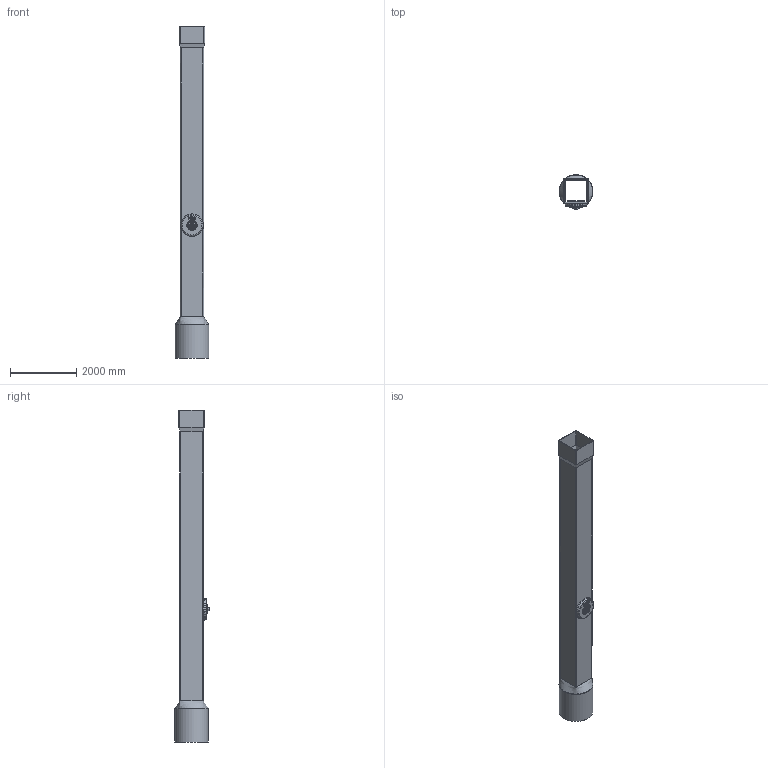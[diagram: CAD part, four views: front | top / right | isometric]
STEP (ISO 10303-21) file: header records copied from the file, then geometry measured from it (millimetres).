
FILE_DESCRIPTION(/* description */ (''),/* implementation_level */ '2;1');
FILE_NAME(/* name */ '05505.070X_3D.stp',/* time_stamp */ '2024-12-11T14:16:16+01:00',/* author */ ('CAD'),/* organization */ (''),/* preprocessor_version */ 'ST-DEVELOPER v20',/* originating_system */ 'AutoCAD Mechanical',/* authorisation */ '');
FILE_SCHEMA (('AUTOMOTIVE_DESIGN { 1 0 10303 214 3 1 1 }'));
Length unit declared in the file: centimetre
Products named in the file (2): Product; *S0
Assembly tree (1 placements, depth 2):
  Product
    *S0
Bounding box: 1020 x 1050 x 10000.1 mm (x, y, z)
Volume: 594532791.6 mm3; surface area: 57460536 mm2
Topology: 7 solids, 7 shells, 175 faces, 413 edges, 260 vertices
Faces by surface type: plane 68, cylinder 44, cone 37, torus 17, bspline 9
Full cylindrical faces by diameter (mm): 43.612 x2, 49.17 x1, 60 x2, 65 x1, 120 x1, 360 x1, 527 x1, 560 x2, 600 x1, 980 x1, 1020 x1
Entity records: 20213 total; most frequent: CARTESIAN_POINT 16110, DIRECTION 857, ORIENTED_EDGE 822, EDGE_CURVE 411, AXIS2_PLACEMENT_3D 343, VERTEX_POINT 260, EDGE_LOOP 199, FACE_OUTER_BOUND 175
